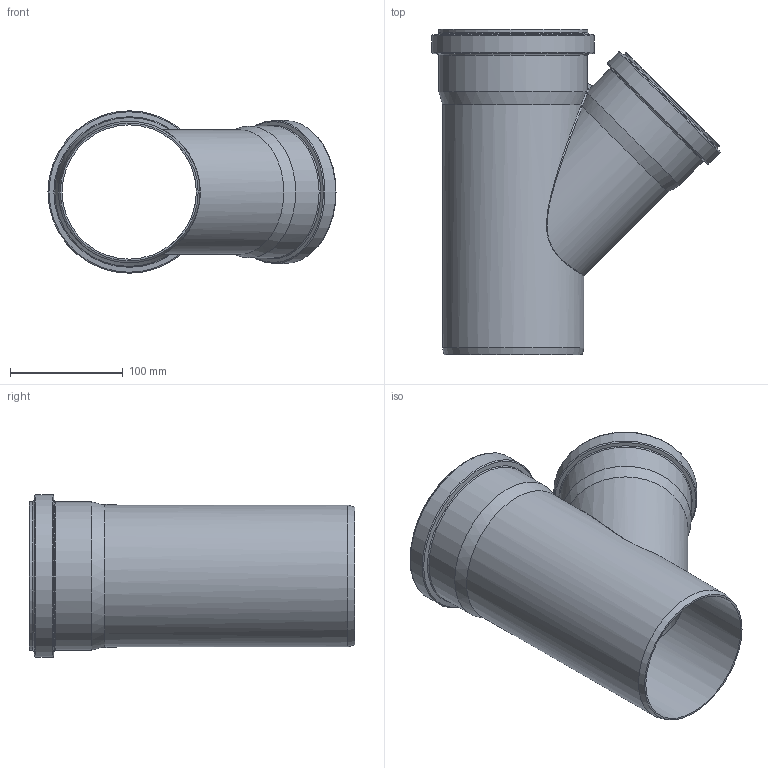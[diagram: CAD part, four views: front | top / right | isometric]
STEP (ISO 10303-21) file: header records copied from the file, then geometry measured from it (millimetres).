
FILE_DESCRIPTION(/* description */ (''),/* implementation_level */ '2;1');
FILE_NAME(/* name */ '221310 KGEA Abzweig DN_OD 125_110_45°.stp',/* time_stamp */ '2017-04-18T10:54:58+02:00',/* author */ ('user1'),/* organization */ (''),/* preprocessor_version */ 'ST-DEVELOPER v16.1',/* originating_system */ 'Autodesk Inventor 2016',/* authorisation */ '');
FILE_SCHEMA (('AUTOMOTIVE_DESIGN { 1 0 10303 214 3 1 1 }'));
Length unit declared in the file: millimetre
Products named in the file (1): 221310 KGEA Abzweig DN_OD 125_110_45°
Bounding box: 254.99 x 288 x 143.8 mm (x, y, z)
Volume: 470259 mm3; surface area: 304810.4 mm2
Topology: 1 solids, 1 shells, 80 faces, 182 edges, 105 vertices
Faces by surface type: cylinder 24, torus 20, bspline 15, cone 13, plane 8
Full cylindrical faces by diameter (mm): 103.8 x1, 110.7 x1, 111 x2, 116.5 x1, 116.8 x1, 118.8 x1, 120.8 x1, 125.2 x1, 125.7 x1, 126 x2, 126.6 x1, 131.5 x1, 131.8 x1, 138 x1, 143.8 x1
Entity records: 2992 total; most frequent: CARTESIAN_POINT 1489, DIRECTION 286, ORIENTED_EDGE 256, AXIS2_PLACEMENT_3D 137, EDGE_LOOP 134, EDGE_CURVE 128, VERTEX_POINT 100, FACE_OUTER_BOUND 80
